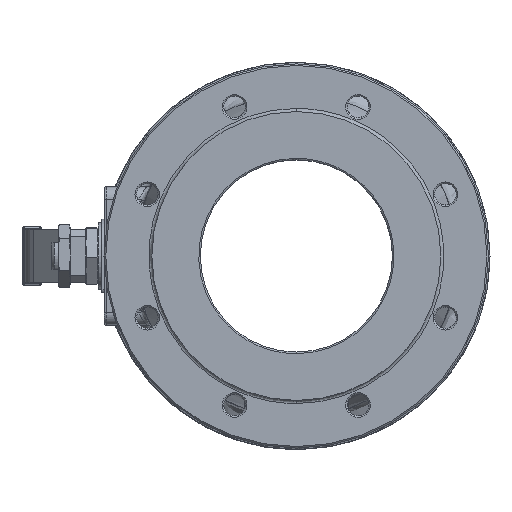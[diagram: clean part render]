
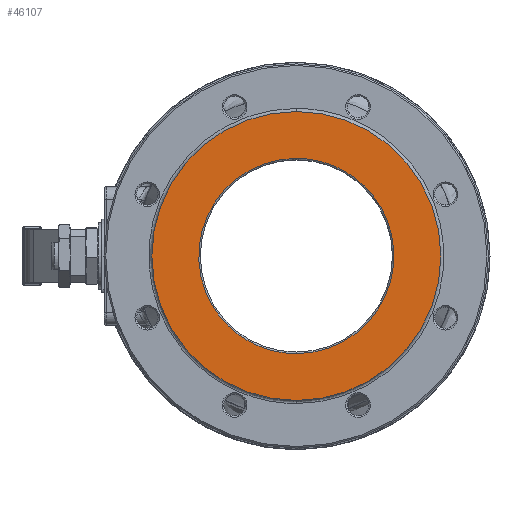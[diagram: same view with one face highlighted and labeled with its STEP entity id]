
A CAD part, left-side view. The second image highlights one B-rep face of the part: STEP entity #46107.
In plain terms, the highlighted planar face has unit normal (-1, 0, 0).
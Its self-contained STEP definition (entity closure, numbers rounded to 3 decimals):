
#12508 = CARTESIAN_POINT ( 'NONE',  ( -98., -94., 0. ) ) ;
#12510 = CARTESIAN_POINT ( 'NONE',  ( -98., 94., 0. ) ) ;
#12512 = DIRECTION ( 'NONE',  ( 0., 1., 0. ) ) ;
#12514 = DIRECTION ( 'NONE',  ( 1., 0., 0. ) ) ;
#12516 = CARTESIAN_POINT ( 'NONE',  ( -98., 0., 0. ) ) ;
#12517 = AXIS2_PLACEMENT_3D ( 'NONE', #12516, #12514, #12512 ) ;
#12527 = CIRCLE ( 'NONE', #12517, 94. ) ;
#24665 = EDGE_CURVE ( 'NONE', #24668, #24670, #12527, .T. ) ;
#24668 = VERTEX_POINT ( 'NONE', #12510 ) ;
#24670 = VERTEX_POINT ( 'NONE', #12508 ) ;
#35963 = DIRECTION ( 'NONE',  ( 0., 1., 0. ) ) ;
#35965 = DIRECTION ( 'NONE',  ( 1., 0., 0. ) ) ;
#35966 = CARTESIAN_POINT ( 'NONE',  ( -98., 0., 0. ) ) ;
#35967 = AXIS2_PLACEMENT_3D ( 'NONE', #35966, #35965, #35963 ) ;
#35968 = CIRCLE ( 'NONE', #35967, 94. ) ;
#37608 = CARTESIAN_POINT ( 'NONE',  ( -98., 0., 63.5 ) ) ;
#37610 = CARTESIAN_POINT ( 'NONE',  ( -98., -127., 63.5 ) ) ;
#37612 = CARTESIAN_POINT ( 'NONE',  ( -98., -127., -63.5 ) ) ;
#37614 = CARTESIAN_POINT ( 'NONE',  ( -98., 0., -63.5 ) ) ;
#37621 =( BOUNDED_CURVE ( )  B_SPLINE_CURVE ( 3, ( #37614, #37612, #37610, #37608 ),
 .UNSPECIFIED., .F., .T. ) 
 B_SPLINE_CURVE_WITH_KNOTS ( ( 4, 4 ),
 ( 0., 1. ),
 .UNSPECIFIED. ) 
 CURVE ( )  GEOMETRIC_REPRESENTATION_ITEM ( )  RATIONAL_B_SPLINE_CURVE ( ( 0.957, 0.319, 0.319, 0.957 ) ) 
 REPRESENTATION_ITEM ( '' )  );
#37628 = CARTESIAN_POINT ( 'NONE',  ( -98., 0., -63.5 ) ) ;
#37630 = CARTESIAN_POINT ( 'NONE',  ( -98., 127., -63.5 ) ) ;
#37631 = CARTESIAN_POINT ( 'NONE',  ( -98., 127., 63.5 ) ) ;
#37632 = CARTESIAN_POINT ( 'NONE',  ( -98., 0., 63.5 ) ) ;
#37640 =( BOUNDED_CURVE ( )  B_SPLINE_CURVE ( 3, ( #37632, #37631, #37630, #37628 ),
 .UNSPECIFIED., .F., .T. ) 
 B_SPLINE_CURVE_WITH_KNOTS ( ( 4, 4 ),
 ( 0., 1. ),
 .UNSPECIFIED. ) 
 CURVE ( )  GEOMETRIC_REPRESENTATION_ITEM ( )  RATIONAL_B_SPLINE_CURVE ( ( 0.957, 0.319, 0.319, 0.957 ) ) 
 REPRESENTATION_ITEM ( '' )  );
#37667 = CARTESIAN_POINT ( 'NONE',  ( -98., 0., 63.5 ) ) ;
#37728 = DIRECTION ( 'NONE',  ( 0., 0., -1. ) ) ;
#37729 = DIRECTION ( 'NONE',  ( 1., 0., 0. ) ) ;
#37732 = CARTESIAN_POINT ( 'NONE',  ( -98., 0., -63.5 ) ) ;
#37762 = CARTESIAN_POINT ( 'NONE',  ( -98., -95.128, 95.128 ) ) ;
#37763 = AXIS2_PLACEMENT_3D ( 'NONE', #37762, #37729, #37728 ) ;
#37764 = PLANE ( 'NONE',  #37763 ) ;
#37766 = FACE_OUTER_BOUND ( 'NONE', #46098, .T. ) ;
#37771 = FACE_BOUND ( 'NONE', #46019, .T. ) ;
#45817 = EDGE_CURVE ( 'NONE', #24670, #24668, #35968, .T. ) ;
#46019 = EDGE_LOOP ( 'NONE', ( #46105, #46106 ) ) ;
#46085 = ORIENTED_EDGE ( 'NONE', *, *, #45817, .F. ) ;
#46087 = ORIENTED_EDGE ( 'NONE', *, *, #24665, .F. ) ;
#46090 = EDGE_CURVE ( 'NONE', #46096, #46108, #37640, .T. ) ;
#46092 = EDGE_CURVE ( 'NONE', #46108, #46096, #37621, .T. ) ;
#46096 = VERTEX_POINT ( 'NONE', #37667 ) ;
#46098 = EDGE_LOOP ( 'NONE', ( #46087, #46085 ) ) ;
#46105 = ORIENTED_EDGE ( 'NONE', *, *, #46092, .F. ) ;
#46106 = ORIENTED_EDGE ( 'NONE', *, *, #46090, .F. ) ;
#46107 = ADVANCED_FACE ( 'NONE', ( #37771, #37766 ), #37764, .F. ) ;
#46108 = VERTEX_POINT ( 'NONE', #37732 ) ;
